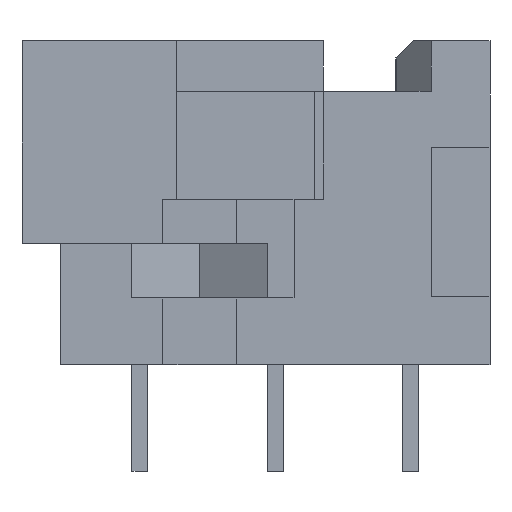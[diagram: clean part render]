
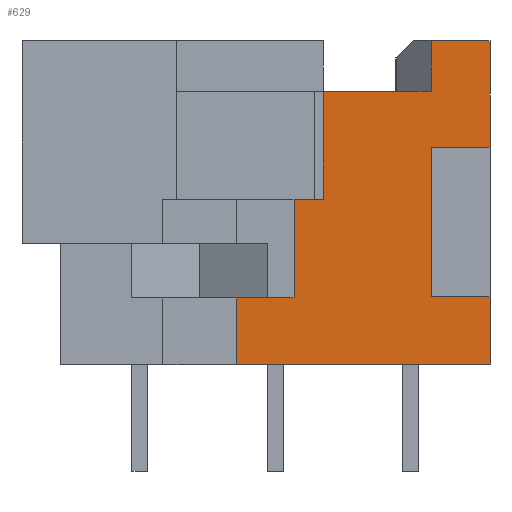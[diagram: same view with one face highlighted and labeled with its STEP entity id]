
A CAD part, front view. The second image highlights one B-rep face of the part: STEP entity #629.
In plain terms, the highlighted planar face has unit normal (0, -1, 0).
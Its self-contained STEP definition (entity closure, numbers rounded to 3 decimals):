
#629=ADVANCED_FACE('',(#1038),#836,.T.);
#836=PLANE('',#4116);
#1038=FACE_OUTER_BOUND('',#1263,.T.);
#1263=EDGE_LOOP('',(#2112,#2113,#2114,#2115,#2116,#2117,#2118,#2119,#2120,
#2121,#2122,#2123,#2124,#2125,#2126));
#2112=ORIENTED_EDGE('',*,*,#3194,.T.);
#2113=ORIENTED_EDGE('',*,*,#3195,.T.);
#2114=ORIENTED_EDGE('',*,*,#3182,.T.);
#2115=ORIENTED_EDGE('',*,*,#3206,.T.);
#2116=ORIENTED_EDGE('',*,*,#3214,.T.);
#2117=ORIENTED_EDGE('',*,*,#3184,.T.);
#2118=ORIENTED_EDGE('',*,*,#3188,.T.);
#2119=ORIENTED_EDGE('',*,*,#3190,.T.);
#2120=ORIENTED_EDGE('',*,*,#3213,.T.);
#2121=ORIENTED_EDGE('',*,*,#3251,.F.);
#2122=ORIENTED_EDGE('',*,*,#3252,.F.);
#2123=ORIENTED_EDGE('',*,*,#3253,.F.);
#2124=ORIENTED_EDGE('',*,*,#3254,.F.);
#2125=ORIENTED_EDGE('',*,*,#3208,.T.);
#2126=ORIENTED_EDGE('',*,*,#3191,.T.);
#2620=VERTEX_POINT('',#5781);
#2708=VERTEX_POINT('',#6467);
#2709=VERTEX_POINT('',#6472);
#2710=VERTEX_POINT('',#6482);
#2711=VERTEX_POINT('',#6483);
#2712=VERTEX_POINT('',#6497);
#2713=VERTEX_POINT('',#6507);
#2714=VERTEX_POINT('',#6517);
#2715=VERTEX_POINT('',#6518);
#2722=VERTEX_POINT('',#6586);
#2724=VERTEX_POINT('',#6601);
#2727=VERTEX_POINT('',#6621);
#2749=VERTEX_POINT('',#6813);
#2750=VERTEX_POINT('',#6818);
#2751=VERTEX_POINT('',#6823);
#3182=EDGE_CURVE('',#2709,#2708,#3748,.T.);
#3184=EDGE_CURVE('',#2710,#2711,#3750,.T.);
#3188=EDGE_CURVE('',#2711,#2712,#3754,.T.);
#3190=EDGE_CURVE('',#2712,#2713,#3756,.T.);
#3191=EDGE_CURVE('',#2714,#2715,#3757,.T.);
#3194=EDGE_CURVE('',#2715,#2620,#3760,.T.);
#3195=EDGE_CURVE('',#2620,#2709,#3761,.T.);
#3206=EDGE_CURVE('',#2708,#2722,#3772,.T.);
#3208=EDGE_CURVE('',#2724,#2714,#3774,.T.);
#3213=EDGE_CURVE('',#2713,#2727,#3779,.T.);
#3214=EDGE_CURVE('',#2722,#2710,#3780,.T.);
#3251=EDGE_CURVE('',#2749,#2727,#3817,.T.);
#3252=EDGE_CURVE('',#2750,#2749,#3818,.T.);
#3253=EDGE_CURVE('',#2751,#2750,#3819,.T.);
#3254=EDGE_CURVE('',#2724,#2751,#3820,.T.);
#3748=B_SPLINE_CURVE_WITH_KNOTS('',3,(#6468,#6469,#6470,#6471),
 .UNSPECIFIED.,.F.,.F.,(4,4),(0.,1.),.UNSPECIFIED.);
#3750=B_SPLINE_CURVE_WITH_KNOTS('',3,(#6478,#6479,#6480,#6481),
 .UNSPECIFIED.,.F.,.F.,(4,4),(0.,1.),.UNSPECIFIED.);
#3754=B_SPLINE_CURVE_WITH_KNOTS('',3,(#6498,#6499,#6500,#6501),
 .UNSPECIFIED.,.F.,.F.,(4,4),(0.,1.),.UNSPECIFIED.);
#3756=B_SPLINE_CURVE_WITH_KNOTS('',3,(#6508,#6509,#6510,#6511),
 .UNSPECIFIED.,.F.,.F.,(4,4),(0.,1.),.UNSPECIFIED.);
#3757=B_SPLINE_CURVE_WITH_KNOTS('',3,(#6513,#6514,#6515,#6516),
 .UNSPECIFIED.,.F.,.F.,(4,4),(0.,1.),.UNSPECIFIED.);
#3760=B_SPLINE_CURVE_WITH_KNOTS('',3,(#6528,#6529,#6530,#6531),
 .UNSPECIFIED.,.F.,.F.,(4,4),(0.,1.),.UNSPECIFIED.);
#3761=B_SPLINE_CURVE_WITH_KNOTS('',3,(#6533,#6534,#6535,#6536),
 .UNSPECIFIED.,.F.,.F.,(4,4),(0.,1.),.UNSPECIFIED.);
#3772=B_SPLINE_CURVE_WITH_KNOTS('',3,(#6587,#6588,#6589,#6590),
 .UNSPECIFIED.,.F.,.F.,(4,4),(0.,1.),.UNSPECIFIED.);
#3774=B_SPLINE_CURVE_WITH_KNOTS('',3,(#6597,#6598,#6599,#6600),
 .UNSPECIFIED.,.F.,.F.,(4,4),(0.,1.),.UNSPECIFIED.);
#3779=B_SPLINE_CURVE_WITH_KNOTS('',3,(#6623,#6624,#6625,#6626),
 .UNSPECIFIED.,.F.,.F.,(4,4),(0.,1.),.UNSPECIFIED.);
#3780=B_SPLINE_CURVE_WITH_KNOTS('',3,(#6627,#6628,#6629,#6630),
 .UNSPECIFIED.,.F.,.F.,(4,4),(0.,1.),.UNSPECIFIED.);
#3817=B_SPLINE_CURVE_WITH_KNOTS('',3,(#6809,#6810,#6811,#6812),
 .UNSPECIFIED.,.F.,.F.,(4,4),(0.,1.),.UNSPECIFIED.);
#3818=B_SPLINE_CURVE_WITH_KNOTS('',3,(#6814,#6815,#6816,#6817),
 .UNSPECIFIED.,.F.,.F.,(4,4),(0.,1.),.UNSPECIFIED.);
#3819=B_SPLINE_CURVE_WITH_KNOTS('',3,(#6819,#6820,#6821,#6822),
 .UNSPECIFIED.,.F.,.F.,(4,4),(0.,1.),.UNSPECIFIED.);
#3820=B_SPLINE_CURVE_WITH_KNOTS('',3,(#6824,#6825,#6826,#6827),
 .UNSPECIFIED.,.F.,.F.,(4,4),(0.,1.),.UNSPECIFIED.);
#4116=AXIS2_PLACEMENT_3D('',#6828,#4468,#4469);
#4468=DIRECTION('',(0.,-1.,0.));
#4469=DIRECTION('',(1.,0.,0.));
#5781=CARTESIAN_POINT('',(4.78,-10.67,-3.3));
#6467=CARTESIAN_POINT('',(3.615,-10.67,-5.8));
#6468=CARTESIAN_POINT('',(3.615,-10.67,-3.3));
#6469=CARTESIAN_POINT('',(3.615,-10.67,-4.133));
#6470=CARTESIAN_POINT('',(3.615,-10.67,-4.967));
#6471=CARTESIAN_POINT('',(3.615,-10.67,-5.8));
#6472=CARTESIAN_POINT('',(3.615,-10.67,-3.3));
#6478=CARTESIAN_POINT('',(13.13,-10.67,-3.25));
#6479=CARTESIAN_POINT('',(12.393,-10.67,-3.25));
#6480=CARTESIAN_POINT('',(11.657,-10.67,-3.25));
#6481=CARTESIAN_POINT('',(10.92,-10.67,-3.25));
#6482=CARTESIAN_POINT('',(13.13,-10.67,-3.25));
#6483=CARTESIAN_POINT('',(10.92,-10.67,-3.25));
#6497=CARTESIAN_POINT('',(10.92,-10.67,2.35));
#6498=CARTESIAN_POINT('',(10.92,-10.67,-3.25));
#6499=CARTESIAN_POINT('',(10.92,-10.67,-1.383));
#6500=CARTESIAN_POINT('',(10.92,-10.67,0.483));
#6501=CARTESIAN_POINT('',(10.92,-10.67,2.35));
#6507=CARTESIAN_POINT('',(13.13,-10.67,2.35));
#6508=CARTESIAN_POINT('',(10.92,-10.67,2.35));
#6509=CARTESIAN_POINT('',(11.657,-10.67,2.35));
#6510=CARTESIAN_POINT('',(12.393,-10.67,2.35));
#6511=CARTESIAN_POINT('',(13.13,-10.67,2.35));
#6513=CARTESIAN_POINT('',(5.78,-10.67,0.4));
#6514=CARTESIAN_POINT('',(5.78,-10.67,-0.833));
#6515=CARTESIAN_POINT('',(5.78,-10.67,-2.067));
#6516=CARTESIAN_POINT('',(5.78,-10.67,-3.3));
#6517=CARTESIAN_POINT('',(5.78,-10.67,0.4));
#6518=CARTESIAN_POINT('',(5.78,-10.67,-3.3));
#6528=CARTESIAN_POINT('',(5.78,-10.67,-3.3));
#6529=CARTESIAN_POINT('',(5.447,-10.67,-3.3));
#6530=CARTESIAN_POINT('',(5.113,-10.67,-3.3));
#6531=CARTESIAN_POINT('',(4.78,-10.67,-3.3));
#6533=CARTESIAN_POINT('',(4.78,-10.67,-3.3));
#6534=CARTESIAN_POINT('',(4.392,-10.67,-3.3));
#6535=CARTESIAN_POINT('',(4.003,-10.67,-3.3));
#6536=CARTESIAN_POINT('',(3.615,-10.67,-3.3));
#6586=CARTESIAN_POINT('',(13.13,-10.67,-5.8));
#6587=CARTESIAN_POINT('',(3.615,-10.67,-5.8));
#6588=CARTESIAN_POINT('',(6.787,-10.67,-5.8));
#6589=CARTESIAN_POINT('',(9.958,-10.67,-5.8));
#6590=CARTESIAN_POINT('',(13.13,-10.67,-5.8));
#6597=CARTESIAN_POINT('',(6.884,-10.67,0.4));
#6598=CARTESIAN_POINT('',(6.516,-10.67,0.4));
#6599=CARTESIAN_POINT('',(6.148,-10.67,0.4));
#6600=CARTESIAN_POINT('',(5.78,-10.67,0.4));
#6601=CARTESIAN_POINT('',(6.884,-10.67,0.4));
#6621=CARTESIAN_POINT('',(13.13,-10.67,6.35));
#6623=CARTESIAN_POINT('',(13.13,-10.67,2.35));
#6624=CARTESIAN_POINT('',(13.13,-10.67,3.683));
#6625=CARTESIAN_POINT('',(13.13,-10.67,5.017));
#6626=CARTESIAN_POINT('',(13.13,-10.67,6.35));
#6627=CARTESIAN_POINT('',(13.13,-10.67,-5.8));
#6628=CARTESIAN_POINT('',(13.13,-10.67,-4.95));
#6629=CARTESIAN_POINT('',(13.13,-10.67,-4.1));
#6630=CARTESIAN_POINT('',(13.13,-10.67,-3.25));
#6809=CARTESIAN_POINT('',(10.92,-10.67,6.35));
#6810=CARTESIAN_POINT('',(11.657,-10.67,6.35));
#6811=CARTESIAN_POINT('',(12.393,-10.67,6.35));
#6812=CARTESIAN_POINT('',(13.13,-10.67,6.35));
#6813=CARTESIAN_POINT('',(10.92,-10.67,6.35));
#6814=CARTESIAN_POINT('',(10.92,-10.67,4.45));
#6815=CARTESIAN_POINT('',(10.92,-10.67,5.083));
#6816=CARTESIAN_POINT('',(10.92,-10.67,5.717));
#6817=CARTESIAN_POINT('',(10.92,-10.67,6.35));
#6818=CARTESIAN_POINT('',(10.92,-10.67,4.45));
#6819=CARTESIAN_POINT('',(6.884,-10.67,4.45));
#6820=CARTESIAN_POINT('',(8.23,-10.67,4.45));
#6821=CARTESIAN_POINT('',(9.575,-10.67,4.45));
#6822=CARTESIAN_POINT('',(10.92,-10.67,4.45));
#6823=CARTESIAN_POINT('',(6.884,-10.67,4.45));
#6824=CARTESIAN_POINT('',(6.884,-10.67,0.4));
#6825=CARTESIAN_POINT('',(6.884,-10.67,1.75));
#6826=CARTESIAN_POINT('',(6.884,-10.67,3.1));
#6827=CARTESIAN_POINT('',(6.884,-10.67,4.45));
#6828=CARTESIAN_POINT('',(-5.016,-10.67,-5.9));
